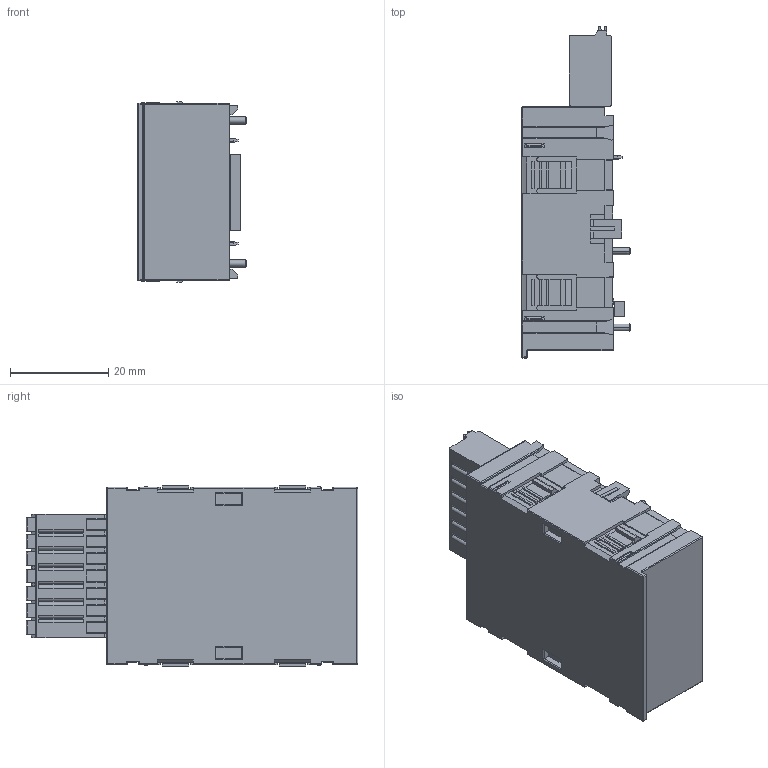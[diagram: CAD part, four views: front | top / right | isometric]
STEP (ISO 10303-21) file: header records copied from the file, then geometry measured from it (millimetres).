
FILE_DESCRIPTION((''),'2;1');
FILE_NAME('HCMXB-2RS485-BD_ASM','2023-12-08T16:09:59',('YUE.WEI'),(''),'CREO PARAMETRIC BY PTC INC, 2018400','CREO PARAMETRIC BY PTC INC, 2018400','');
FILE_SCHEMA(('CONFIG_CONTROL_DESIGN','SHAPE_APPEARANCE_LAYERS_GROUPS'));
Products named in the file (8): CARD-7P-COVER_76_1; CARD-PCB-RJ45_95_1; 7P-LIGHT-SOCKET_10_1; 24-FEMALE_6_1; 7P-LIGHT-PLUG_11_1; CARD-7P_ASM_45_ASM_1_ASM; 485_ASM_1_ASM; HCMXB-2RS485-BD_ASM
Assembly tree (7 placements, depth 4):
  HCMXB-2RS485-BD_ASM
    485_ASM_1_ASM
      CARD-7P_ASM_45_ASM_1_ASM
        CARD-7P-COVER_76_1
        CARD-PCB-RJ45_95_1
        7P-LIGHT-SOCKET_10_1
        24-FEMALE_6_1
        7P-LIGHT-PLUG_11_1
Bounding box: 22 x 67.5 x 36.7 mm (x, y, z)
Volume: 36485.1 mm3; surface area: 22547.2 mm2
Topology: 5 solids, 5 shells, 5916 faces, 17059 edges, 11089 vertices
Faces by surface type: plane 3836, cylinder 1377, extrusion 220, bspline 182, torus 174, cone 109, sphere 18
Entity records: 209649 total; most frequent: CARTESIAN_POINT 54692, ORIENTED_EDGE 34082, DIRECTION 30040, EDGE_CURVE 17041, VECTOR 12160, LINE 11940, VERTEX_POINT 11089, AXIS2_PLACEMENT_3D 8940
